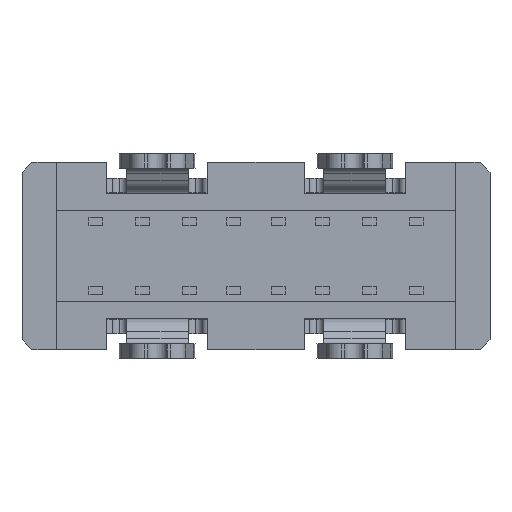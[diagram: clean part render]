
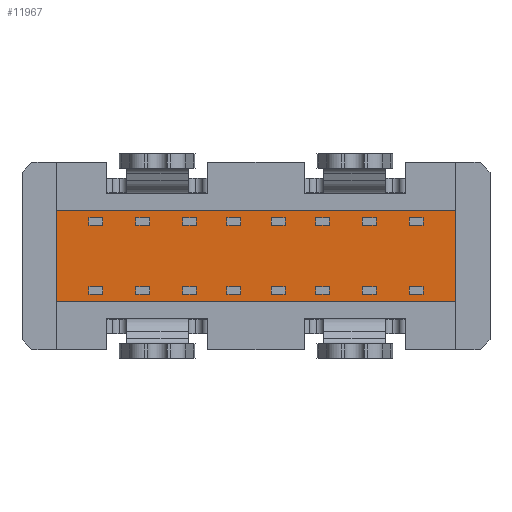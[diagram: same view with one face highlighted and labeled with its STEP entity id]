
A CAD part, front view. The second image highlights one B-rep face of the part: STEP entity #11967.
In plain terms, the highlighted planar face has unit normal (0, -1, 0).
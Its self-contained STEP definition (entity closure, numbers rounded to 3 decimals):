
#17 = PLANE ( 'NONE',  #2279 ) ;
#642 = EDGE_CURVE ( 'NONE', #2455, #20684, #8821, .T. ) ;
#1203 = EDGE_CURVE ( 'NONE', #11763, #6672, #17825, .T. ) ;
#1440 = CARTESIAN_POINT ( 'NONE',  ( -4.05, 0.25, -0.92 ) ) ;
#1460 = EDGE_CURVE ( 'NONE', #20684, #11763, #18147, .T. ) ;
#2012 = LINE ( 'NONE', #3654, #16567 ) ;
#2109 = EDGE_LOOP ( 'NONE', ( #12120, #5385, #5384, #13176 ) ) ;
#2279 = AXIS2_PLACEMENT_3D ( 'NONE', #9935, #11629, #14984 ) ;
#2455 = VERTEX_POINT ( 'NONE', #4589 ) ;
#3654 = CARTESIAN_POINT ( 'NONE',  ( 4.05, 0.25, -0.92 ) ) ;
#3940 = VECTOR ( 'NONE', #18258, 1000. ) ;
#4589 = CARTESIAN_POINT ( 'NONE',  ( 4.05, 0.25, -0.92 ) ) ;
#5036 = CARTESIAN_POINT ( 'NONE',  ( -4.05, 0.25, -0.92 ) ) ;
#5384 = ORIENTED_EDGE ( 'NONE', *, *, #1203, .F. ) ;
#5385 = ORIENTED_EDGE ( 'NONE', *, *, #21567, .T. ) ;
#6105 = CARTESIAN_POINT ( 'NONE',  ( -4.05, 0.25, 0.92 ) ) ;
#6672 = VERTEX_POINT ( 'NONE', #15795 ) ;
#8821 = LINE ( 'NONE', #12989, #15631 ) ;
#9935 = CARTESIAN_POINT ( 'NONE',  ( 0., 0.25, 0. ) ) ;
#10507 = DIRECTION ( 'NONE',  ( 0., 0., 1. ) ) ;
#10895 = VECTOR ( 'NONE', #18931, 1000. ) ;
#11629 = DIRECTION ( 'NONE',  ( 0., -1., 0. ) ) ;
#11691 = FACE_OUTER_BOUND ( 'NONE', #2109, .T. ) ;
#11763 = VERTEX_POINT ( 'NONE', #12435 ) ;
#11967 = ADVANCED_FACE ( 'NONE', ( #11691 ), #17, .T. ) ;
#12120 = ORIENTED_EDGE ( 'NONE', *, *, #642, .F. ) ;
#12435 = CARTESIAN_POINT ( 'NONE',  ( -4.05, 0.25, 0.92 ) ) ;
#12989 = CARTESIAN_POINT ( 'NONE',  ( -4.05, 0.25, -0.92 ) ) ;
#13176 = ORIENTED_EDGE ( 'NONE', *, *, #1460, .F. ) ;
#14984 = DIRECTION ( 'NONE',  ( 0., 0., -1. ) ) ;
#15631 = VECTOR ( 'NONE', #19558, 1000. ) ;
#15795 = CARTESIAN_POINT ( 'NONE',  ( 4.05, 0.25, 0.92 ) ) ;
#16567 = VECTOR ( 'NONE', #10507, 1000. ) ;
#17825 = LINE ( 'NONE', #6105, #10895 ) ;
#18147 = LINE ( 'NONE', #1440, #3940 ) ;
#18258 = DIRECTION ( 'NONE',  ( 0., 0., 1. ) ) ;
#18931 = DIRECTION ( 'NONE',  ( 1., 0., 0. ) ) ;
#19558 = DIRECTION ( 'NONE',  ( -1., 0., 0. ) ) ;
#20684 = VERTEX_POINT ( 'NONE', #5036 ) ;
#21567 = EDGE_CURVE ( 'NONE', #2455, #6672, #2012, .T. ) ;
